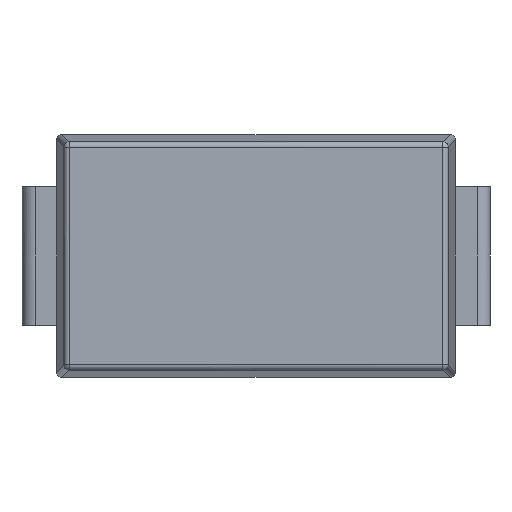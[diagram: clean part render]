
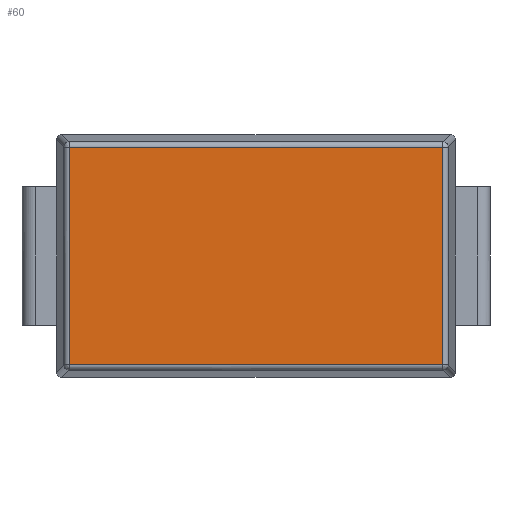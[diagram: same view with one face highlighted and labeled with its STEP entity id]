
A CAD part, front view. The second image highlights one B-rep face of the part: STEP entity #60.
In plain terms, the highlighted face is planar.
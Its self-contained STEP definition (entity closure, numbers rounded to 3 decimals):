
#60=ADVANCED_FACE('',(#144),#1234,.T.);
#144=FACE_OUTER_BOUND('',#228,.T.);
#228=EDGE_LOOP('',(#324,#325,#326,#327));
#324=ORIENTED_EDGE('',*,*,#696,.T.);
#325=ORIENTED_EDGE('',*,*,#697,.T.);
#326=ORIENTED_EDGE('',*,*,#698,.T.);
#327=ORIENTED_EDGE('',*,*,#699,.T.);
#696=EDGE_CURVE('',#1084,#1085,#958,.T.);
#697=EDGE_CURVE('',#1085,#1086,#959,.T.);
#698=EDGE_CURVE('',#1086,#1087,#960,.T.);
#699=EDGE_CURVE('',#1087,#1084,#961,.T.);
#958=B_SPLINE_CURVE_WITH_KNOTS('',1,(#2142,#2143),.UNSPECIFIED.,.F.,.F.,
(2,2),(0.,2.515),.UNSPECIFIED.);
#959=B_SPLINE_CURVE_WITH_KNOTS('',1,(#2144,#2145),.UNSPECIFIED.,.F.,.F.,
(2,2),(0.,4.315),.UNSPECIFIED.);
#960=B_SPLINE_CURVE_WITH_KNOTS('',1,(#2146,#2147),.UNSPECIFIED.,.F.,.F.,
(2,2),(0.,2.515),.UNSPECIFIED.);
#961=B_SPLINE_CURVE_WITH_KNOTS('',1,(#2148,#2149),.UNSPECIFIED.,.F.,.F.,
(2,2),(0.,4.315),.UNSPECIFIED.);
#1084=VERTEX_POINT('',#2086);
#1085=VERTEX_POINT('',#2087);
#1086=VERTEX_POINT('',#2088);
#1087=VERTEX_POINT('',#2089);
#1234=PLANE('',#1329);
#1329=AXIS2_PLACEMENT_3D('',#1494,#1410,$);
#1410=DIRECTION('',(0.,1.,0.));
#1494=CARTESIAN_POINT('',(-2.589,1.,-1.509));
#2086=CARTESIAN_POINT('',(2.158,1.,1.258));
#2087=CARTESIAN_POINT('',(2.158,1.,-1.258));
#2088=CARTESIAN_POINT('',(-2.158,1.,-1.258));
#2089=CARTESIAN_POINT('',(-2.158,1.,1.258));
#2142=CARTESIAN_POINT('',(2.158,1.,1.258));
#2143=CARTESIAN_POINT('',(2.158,1.,-1.258));
#2144=CARTESIAN_POINT('',(2.158,1.,-1.258));
#2145=CARTESIAN_POINT('',(-2.158,1.,-1.258));
#2146=CARTESIAN_POINT('',(-2.158,1.,-1.258));
#2147=CARTESIAN_POINT('',(-2.158,1.,1.258));
#2148=CARTESIAN_POINT('',(-2.158,1.,1.258));
#2149=CARTESIAN_POINT('',(2.158,1.,1.258));
